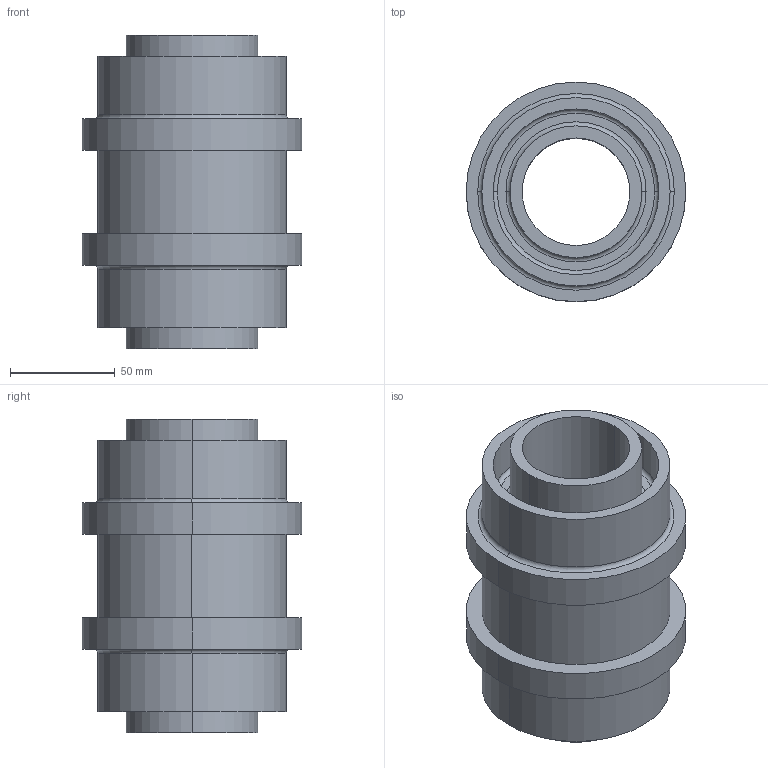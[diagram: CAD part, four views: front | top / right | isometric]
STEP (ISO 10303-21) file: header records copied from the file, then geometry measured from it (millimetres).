
FILE_DESCRIPTION (( 'STEP AP203' ), '1' );
FILE_NAME ('--7879338.STEP', '2015-03-20T18:08:21', ( 'enduser' ), ( '' ), 'SwSTEP 2.0', 'SolidWorks 2014', '' );
FILE_SCHEMA (( 'CONFIG_CONTROL_DESIGN' ));
Length unit declared in the file: millimetre
Products named in the file (1): --7879338
Bounding box: 105 x 105 x 150 mm (x, y, z)
Volume: 575925.5 mm3; surface area: 100733.6 mm2
Topology: 1 solids, 1 shells, 42 faces, 84 edges, 52 vertices
Faces by surface type: cylinder 20, torus 12, plane 10
Entity records: 1197 total; most frequent: DIRECTION 234, CARTESIAN_POINT 179, ORIENTED_EDGE 168, AXIS2_PLACEMENT_3D 107, EDGE_CURVE 84, CIRCLE 64, EDGE_LOOP 52, VERTEX_POINT 52
